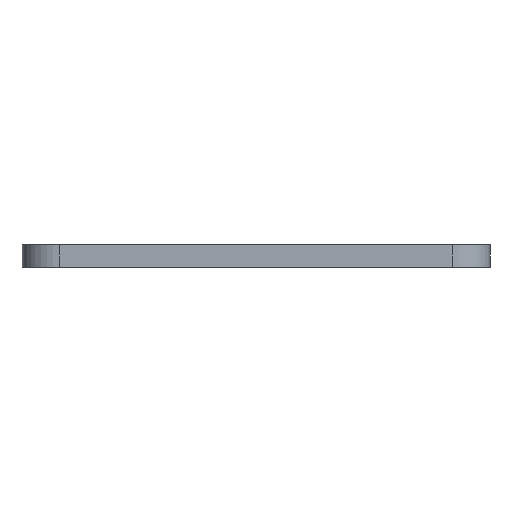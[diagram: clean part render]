
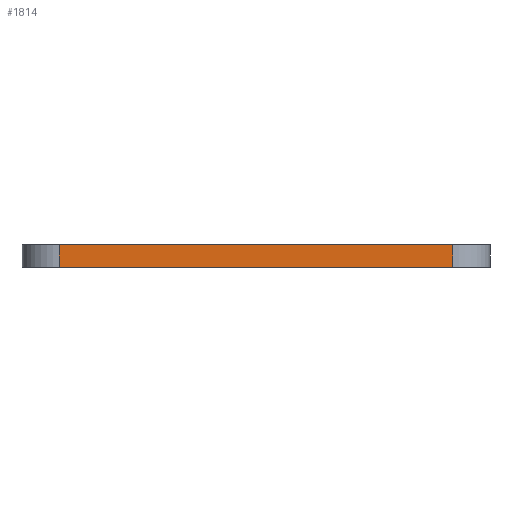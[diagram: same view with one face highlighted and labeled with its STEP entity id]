
A CAD part, left-side view. The second image highlights one B-rep face of the part: STEP entity #1814.
In plain terms, the highlighted planar face has unit normal (-1, 0, 0).
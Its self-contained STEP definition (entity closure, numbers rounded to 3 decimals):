
#111=PLANE('',#1936);
#144=FACE_OUTER_BOUND('',#241,.T.);
#241=EDGE_LOOP('',(#1242,#1243,#1244,#1245));
#433=LINE('',#2747,#558);
#435=LINE('',#2753,#560);
#436=LINE('',#2755,#561);
#437=LINE('',#2756,#562);
#558=VECTOR('',#2166,10.);
#560=VECTOR('',#2172,10.);
#561=VECTOR('',#2173,10.);
#562=VECTOR('',#2174,10.);
#814=VERTEX_POINT('',#2744);
#815=VERTEX_POINT('',#2746);
#817=VERTEX_POINT('',#2752);
#818=VERTEX_POINT('',#2754);
#984=EDGE_CURVE('',#814,#815,#433,.T.);
#987=EDGE_CURVE('',#817,#814,#435,.T.);
#988=EDGE_CURVE('',#818,#817,#436,.T.);
#989=EDGE_CURVE('',#815,#818,#437,.T.);
#1242=ORIENTED_EDGE('',*,*,#984,.F.);
#1243=ORIENTED_EDGE('',*,*,#987,.F.);
#1244=ORIENTED_EDGE('',*,*,#988,.F.);
#1245=ORIENTED_EDGE('',*,*,#989,.F.);
#1814=ADVANCED_FACE('',(#144),#111,.T.);
#1936=AXIS2_PLACEMENT_3D('',#2751,#2170,#2171);
#2166=DIRECTION('',(0.,0.,-1.));
#2170=DIRECTION('center_axis',(-1.,0.,0.));
#2171=DIRECTION('ref_axis',(0.,-1.,0.));
#2172=DIRECTION('',(0.,-1.,0.));
#2173=DIRECTION('',(0.,0.,1.));
#2174=DIRECTION('',(0.,1.,0.));
#2744=CARTESIAN_POINT('',(-62.5,-52.5,3.));
#2746=CARTESIAN_POINT('',(-62.5,-52.5,-3.));
#2747=CARTESIAN_POINT('',(-62.5,-52.5,0.));
#2751=CARTESIAN_POINT('Origin',(-62.5,62.5,0.));
#2752=CARTESIAN_POINT('',(-62.5,52.5,3.));
#2753=CARTESIAN_POINT('',(-62.5,62.5,3.));
#2754=CARTESIAN_POINT('',(-62.5,52.5,-3.));
#2755=CARTESIAN_POINT('',(-62.5,52.5,0.));
#2756=CARTESIAN_POINT('',(-62.5,62.5,-3.));
